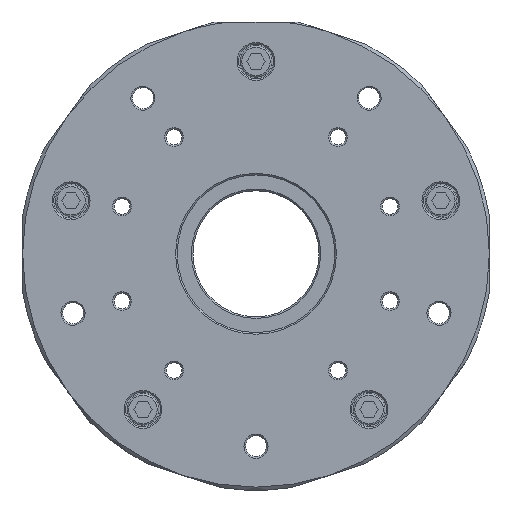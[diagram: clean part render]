
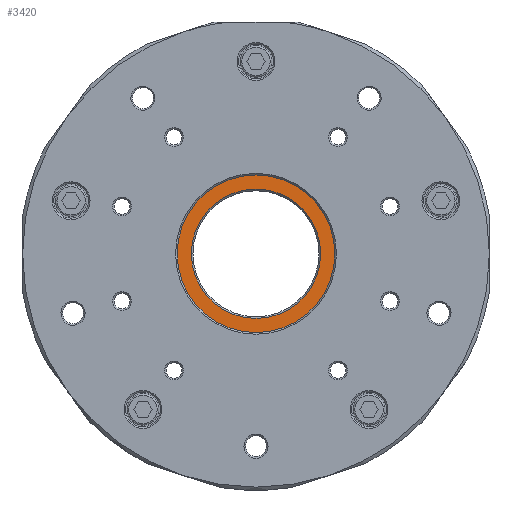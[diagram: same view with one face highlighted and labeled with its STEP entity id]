
A CAD part, front view. The second image highlights one B-rep face of the part: STEP entity #3420.
In plain terms, the highlighted planar face has unit normal (0, -1, 0).
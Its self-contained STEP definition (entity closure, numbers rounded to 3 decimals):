
#226=PLANE('',#3753);
#406=FACE_BOUND('',#974,.T.);
#670=FACE_OUTER_BOUND('',#973,.T.);
#973=EDGE_LOOP('',(#2557));
#974=EDGE_LOOP('',(#2558));
#1532=CIRCLE('',#3752,20.5);
#1533=CIRCLE('',#3754,25.);
#1824=VERTEX_POINT('',#5578);
#1825=VERTEX_POINT('',#5581);
#2162=EDGE_CURVE('',#1824,#1824,#1532,.T.);
#2163=EDGE_CURVE('',#1825,#1825,#1533,.T.);
#2557=ORIENTED_EDGE('',*,*,#2163,.T.);
#2558=ORIENTED_EDGE('',*,*,#2162,.F.);
#3420=ADVANCED_FACE('',(#670,#406),#226,.T.);
#3752=AXIS2_PLACEMENT_3D('',#5579,#4368,#4369);
#3753=AXIS2_PLACEMENT_3D('',#5580,#4370,#4371);
#3754=AXIS2_PLACEMENT_3D('',#5582,#4372,#4373);
#4368=DIRECTION('center_axis',(0.,-1.,0.));
#4369=DIRECTION('ref_axis',(1.,0.,0.));
#4370=DIRECTION('center_axis',(0.,-1.,0.));
#4371=DIRECTION('ref_axis',(1.,0.,0.));
#4372=DIRECTION('center_axis',(0.,-1.,0.));
#4373=DIRECTION('ref_axis',(1.,0.,0.));
#5578=CARTESIAN_POINT('',(-20.5,5.,0.));
#5579=CARTESIAN_POINT('Origin',(0.,5.,
0.));
#5580=CARTESIAN_POINT('Origin',(0.,5.,
0.));
#5581=CARTESIAN_POINT('',(25.,5.,0.));
#5582=CARTESIAN_POINT('Origin',(0.,5.,
0.));
